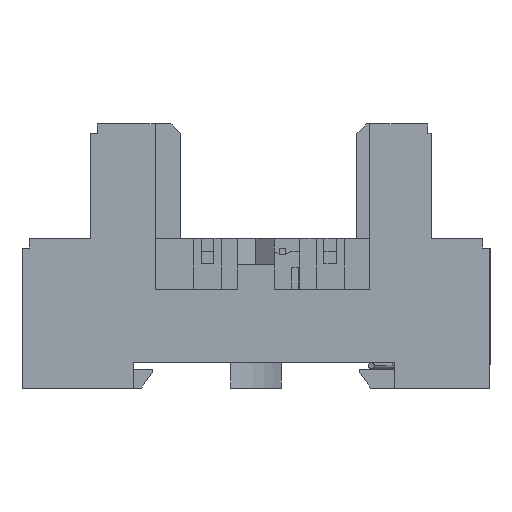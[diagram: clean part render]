
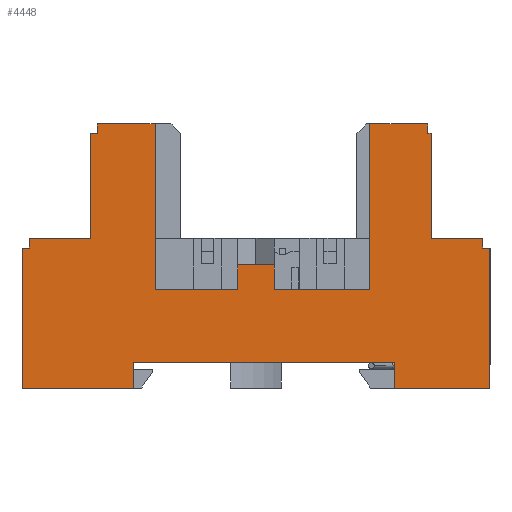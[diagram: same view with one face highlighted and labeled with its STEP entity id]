
A CAD part, left-side view. The second image highlights one B-rep face of the part: STEP entity #4448.
In plain terms, the highlighted planar face has unit normal (-1, 0, 0).
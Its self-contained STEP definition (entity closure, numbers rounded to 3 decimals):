
#4254=AXIS2_PLACEMENT_3D('Plane Axis2P3D',#4251,#4252,#4253) ;
#996=CARTESIAN_POINT('Vertex',(0.,9.2,23.5)) ;
#999=CARTESIAN_POINT('Line Origine',(0.,5.15,23.5)) ;
#1003=CARTESIAN_POINT('Vertex',(0.,1.1,23.5)) ;
#2909=CARTESIAN_POINT('Vertex',(0.,52.6,41.5)) ;
#2912=CARTESIAN_POINT('Line Origine',(0.,52.6,28.5)) ;
#2916=CARTESIAN_POINT('Vertex',(0.,52.6,15.5)) ;
#3873=CARTESIAN_POINT('Vertex',(0.,18.9,15.5)) ;
#3876=CARTESIAN_POINT('Line Origine',(0.,18.9,28.5)) ;
#3880=CARTESIAN_POINT('Vertex',(0.,18.9,41.5)) ;
#4165=CARTESIAN_POINT('Vertex',(0.,9.2,40.)) ;
#4170=CARTESIAN_POINT('Line Origine',(0.,9.2,31.75)) ;
#4251=CARTESIAN_POINT('Axis2P3D Location',(0.,73.5,23.5)) ;
#4256=CARTESIAN_POINT('Line Origine',(0.,14.35,41.5)) ;
#4260=CARTESIAN_POINT('Vertex',(0.,9.8,41.5)) ;
#4263=CARTESIAN_POINT('Line Origine',(0.,26.388,15.5)) ;
#4267=CARTESIAN_POINT('Vertex',(0.,33.875,15.5)) ;
#4270=CARTESIAN_POINT('Line Origine',(0.,33.875,17.425)) ;
#4274=CARTESIAN_POINT('Vertex',(0.,33.875,19.35)) ;
#4277=CARTESIAN_POINT('Line Origine',(0.,36.75,19.35)) ;
#4281=CARTESIAN_POINT('Vertex',(0.,39.625,19.35)) ;
#4284=CARTESIAN_POINT('Line Origine',(0.,39.625,17.425)) ;
#4288=CARTESIAN_POINT('Vertex',(0.,39.625,15.5)) ;
#4291=CARTESIAN_POINT('Line Origine',(0.,46.112,15.5)) ;
#4296=CARTESIAN_POINT('Line Origine',(0.,57.15,41.5)) ;
#4300=CARTESIAN_POINT('Vertex',(0.,61.7,41.5)) ;
#4303=CARTESIAN_POINT('Line Origine',(0.,61.7,40.75)) ;
#4307=CARTESIAN_POINT('Vertex',(0.,61.7,40.)) ;
#4310=CARTESIAN_POINT('Line Origine',(0.,62.25,40.)) ;
#4314=CARTESIAN_POINT('Vertex',(0.,62.8,40.)) ;
#4317=CARTESIAN_POINT('Line Origine',(0.,62.8,31.75)) ;
#4321=CARTESIAN_POINT('Vertex',(0.,62.8,23.5)) ;
#4324=CARTESIAN_POINT('Line Origine',(0.,67.6,23.5)) ;
#4328=CARTESIAN_POINT('Vertex',(0.,72.4,23.5)) ;
#4331=CARTESIAN_POINT('Line Origine',(0.,72.4,22.75)) ;
#4335=CARTESIAN_POINT('Vertex',(0.,72.4,22.)) ;
#4338=CARTESIAN_POINT('Line Origine',(0.,72.95,22.)) ;
#4342=CARTESIAN_POINT('Vertex',(0.,73.5,22.)) ;
#4345=CARTESIAN_POINT('Line Origine',(0.,73.5,11.)) ;
#4349=CARTESIAN_POINT('Vertex',(0.,73.5,0.)) ;
#4352=CARTESIAN_POINT('Line Origine',(0.,64.775,0.)) ;
#4356=CARTESIAN_POINT('Vertex',(0.,56.05,0.)) ;
#4359=CARTESIAN_POINT('Line Origine',(0.,56.05,2.)) ;
#4363=CARTESIAN_POINT('Vertex',(0.,56.05,4.)) ;
#4366=CARTESIAN_POINT('Line Origine',(0.,35.5,4.)) ;
#4370=CARTESIAN_POINT('Vertex',(0.,14.95,4.)) ;
#4373=CARTESIAN_POINT('Line Origine',(0.,14.95,2.)) ;
#4377=CARTESIAN_POINT('Vertex',(0.,14.95,0.)) ;
#4380=CARTESIAN_POINT('Line Origine',(0.,7.475,0.)) ;
#4384=CARTESIAN_POINT('Vertex',(0.,0.,0.)) ;
#4387=CARTESIAN_POINT('Line Origine',(0.,0.,11.)) ;
#4391=CARTESIAN_POINT('Vertex',(0.,0.,22.)) ;
#4394=CARTESIAN_POINT('Line Origine',(0.,0.55,22.)) ;
#4398=CARTESIAN_POINT('Vertex',(0.,1.1,22.)) ;
#4401=CARTESIAN_POINT('Line Origine',(0.,1.1,22.75)) ;
#4406=CARTESIAN_POINT('Line Origine',(0.,9.5,40.)) ;
#4410=CARTESIAN_POINT('Vertex',(0.,9.8,40.)) ;
#4413=CARTESIAN_POINT('Line Origine',(0.,9.8,40.75)) ;
#1000=DIRECTION('Vector Direction',(0.,-1.,0.)) ;
#2913=DIRECTION('Vector Direction',(0.,0.,-1.)) ;
#3877=DIRECTION('Vector Direction',(0.,0.,-1.)) ;
#4171=DIRECTION('Vector Direction',(0.,0.,-1.)) ;
#4252=DIRECTION('Axis2P3D Direction',(-1.,0.,0.)) ;
#4253=DIRECTION('Axis2P3D XDirection',(0.,-1.,0.)) ;
#4257=DIRECTION('Vector Direction',(0.,1.,0.)) ;
#4264=DIRECTION('Vector Direction',(0.,-1.,0.)) ;
#4271=DIRECTION('Vector Direction',(0.,0.,-1.)) ;
#4278=DIRECTION('Vector Direction',(0.,1.,0.)) ;
#4285=DIRECTION('Vector Direction',(0.,0.,-1.)) ;
#4292=DIRECTION('Vector Direction',(0.,-1.,0.)) ;
#4297=DIRECTION('Vector Direction',(0.,-1.,0.)) ;
#4304=DIRECTION('Vector Direction',(0.,0.,-1.)) ;
#4311=DIRECTION('Vector Direction',(0.,-1.,0.)) ;
#4318=DIRECTION('Vector Direction',(0.,0.,-1.)) ;
#4325=DIRECTION('Vector Direction',(0.,1.,0.)) ;
#4332=DIRECTION('Vector Direction',(0.,0.,-1.)) ;
#4339=DIRECTION('Vector Direction',(0.,-1.,0.)) ;
#4346=DIRECTION('Vector Direction',(0.,0.,-1.)) ;
#4353=DIRECTION('Vector Direction',(0.,-1.,0.)) ;
#4360=DIRECTION('Vector Direction',(0.,0.,1.)) ;
#4367=DIRECTION('Vector Direction',(0.,1.,0.)) ;
#4374=DIRECTION('Vector Direction',(0.,0.,-1.)) ;
#4381=DIRECTION('Vector Direction',(0.,-1.,0.)) ;
#4388=DIRECTION('Vector Direction',(0.,0.,-1.)) ;
#4395=DIRECTION('Vector Direction',(0.,-1.,0.)) ;
#4402=DIRECTION('Vector Direction',(0.,0.,-1.)) ;
#4407=DIRECTION('Vector Direction',(0.,-1.,0.)) ;
#4414=DIRECTION('Vector Direction',(0.,0.,-1.)) ;
#1001=VECTOR('Line Direction',#1000,1.) ;
#2914=VECTOR('Line Direction',#2913,1.) ;
#3878=VECTOR('Line Direction',#3877,1.) ;
#4172=VECTOR('Line Direction',#4171,1.) ;
#4258=VECTOR('Line Direction',#4257,1.) ;
#4265=VECTOR('Line Direction',#4264,1.) ;
#4272=VECTOR('Line Direction',#4271,1.) ;
#4279=VECTOR('Line Direction',#4278,1.) ;
#4286=VECTOR('Line Direction',#4285,1.) ;
#4293=VECTOR('Line Direction',#4292,1.) ;
#4298=VECTOR('Line Direction',#4297,1.) ;
#4305=VECTOR('Line Direction',#4304,1.) ;
#4312=VECTOR('Line Direction',#4311,1.) ;
#4319=VECTOR('Line Direction',#4318,1.) ;
#4326=VECTOR('Line Direction',#4325,1.) ;
#4333=VECTOR('Line Direction',#4332,1.) ;
#4340=VECTOR('Line Direction',#4339,1.) ;
#4347=VECTOR('Line Direction',#4346,1.) ;
#4354=VECTOR('Line Direction',#4353,1.) ;
#4361=VECTOR('Line Direction',#4360,1.) ;
#4368=VECTOR('Line Direction',#4367,1.) ;
#4375=VECTOR('Line Direction',#4374,1.) ;
#4382=VECTOR('Line Direction',#4381,1.) ;
#4389=VECTOR('Line Direction',#4388,1.) ;
#4396=VECTOR('Line Direction',#4395,1.) ;
#4403=VECTOR('Line Direction',#4402,1.) ;
#4408=VECTOR('Line Direction',#4407,1.) ;
#4415=VECTOR('Line Direction',#4414,1.) ;
#4419=ORIENTED_EDGE('',*,*,#4262,.F.) ;
#4420=ORIENTED_EDGE('',*,*,#3882,.T.) ;
#4421=ORIENTED_EDGE('',*,*,#4269,.F.) ;
#4422=ORIENTED_EDGE('',*,*,#4276,.F.) ;
#4423=ORIENTED_EDGE('',*,*,#4283,.T.) ;
#4424=ORIENTED_EDGE('',*,*,#4290,.T.) ;
#4425=ORIENTED_EDGE('',*,*,#4295,.F.) ;
#4426=ORIENTED_EDGE('',*,*,#2918,.F.) ;
#4427=ORIENTED_EDGE('',*,*,#4302,.F.) ;
#4428=ORIENTED_EDGE('',*,*,#4309,.T.) ;
#4429=ORIENTED_EDGE('',*,*,#4316,.F.) ;
#4430=ORIENTED_EDGE('',*,*,#4323,.T.) ;
#4431=ORIENTED_EDGE('',*,*,#4330,.F.) ;
#4432=ORIENTED_EDGE('',*,*,#4337,.T.) ;
#4433=ORIENTED_EDGE('',*,*,#4344,.F.) ;
#4434=ORIENTED_EDGE('',*,*,#4351,.T.) ;
#4435=ORIENTED_EDGE('',*,*,#4358,.T.) ;
#4436=ORIENTED_EDGE('',*,*,#4365,.T.) ;
#4437=ORIENTED_EDGE('',*,*,#4372,.F.) ;
#4438=ORIENTED_EDGE('',*,*,#4379,.T.) ;
#4439=ORIENTED_EDGE('',*,*,#4386,.T.) ;
#4440=ORIENTED_EDGE('',*,*,#4393,.F.) ;
#4441=ORIENTED_EDGE('',*,*,#4400,.F.) ;
#4442=ORIENTED_EDGE('',*,*,#4405,.F.) ;
#4443=ORIENTED_EDGE('',*,*,#1005,.F.) ;
#4444=ORIENTED_EDGE('',*,*,#4174,.F.) ;
#4445=ORIENTED_EDGE('',*,*,#4412,.F.) ;
#4446=ORIENTED_EDGE('',*,*,#4417,.F.) ;
#4448=ADVANCED_FACE('SOCKEL',(#4447),#4255,.T.) ;
#1005=EDGE_CURVE('',#997,#1004,#1002,.T.) ;
#2918=EDGE_CURVE('',#2910,#2917,#2915,.T.) ;
#3882=EDGE_CURVE('',#3881,#3874,#3879,.T.) ;
#4174=EDGE_CURVE('',#4166,#997,#4173,.T.) ;
#4262=EDGE_CURVE('',#3881,#4261,#4259,.F.) ;
#4269=EDGE_CURVE('',#4268,#3874,#4266,.T.) ;
#4276=EDGE_CURVE('',#4275,#4268,#4273,.T.) ;
#4283=EDGE_CURVE('',#4275,#4282,#4280,.T.) ;
#4290=EDGE_CURVE('',#4282,#4289,#4287,.T.) ;
#4295=EDGE_CURVE('',#2917,#4289,#4294,.T.) ;
#4302=EDGE_CURVE('',#4301,#2910,#4299,.T.) ;
#4309=EDGE_CURVE('',#4301,#4308,#4306,.T.) ;
#4316=EDGE_CURVE('',#4315,#4308,#4313,.T.) ;
#4323=EDGE_CURVE('',#4315,#4322,#4320,.T.) ;
#4330=EDGE_CURVE('',#4329,#4322,#4327,.F.) ;
#4337=EDGE_CURVE('',#4329,#4336,#4334,.T.) ;
#4344=EDGE_CURVE('',#4343,#4336,#4341,.T.) ;
#4351=EDGE_CURVE('',#4343,#4350,#4348,.T.) ;
#4358=EDGE_CURVE('',#4350,#4357,#4355,.T.) ;
#4365=EDGE_CURVE('',#4357,#4364,#4362,.T.) ;
#4372=EDGE_CURVE('',#4371,#4364,#4369,.T.) ;
#4379=EDGE_CURVE('',#4371,#4378,#4376,.T.) ;
#4386=EDGE_CURVE('',#4378,#4385,#4383,.T.) ;
#4393=EDGE_CURVE('',#4392,#4385,#4390,.T.) ;
#4400=EDGE_CURVE('',#4399,#4392,#4397,.T.) ;
#4405=EDGE_CURVE('',#1004,#4399,#4404,.T.) ;
#4412=EDGE_CURVE('',#4411,#4166,#4409,.T.) ;
#4417=EDGE_CURVE('',#4261,#4411,#4416,.T.) ;
#4418=EDGE_LOOP('',(#4419,#4420,#4421,#4422,#4423,#4424,#4425,#4426,#4427,#4428,#4429,#4430,#4431,#4432,#4433,#4434,#4435,#4436,#4437,#4438,#4439,#4440,#4441,#4442,#4443,#4444,#4445,#4446)) ;
#4447=FACE_OUTER_BOUND('',#4418,.T.) ;
#1002=LINE('Line',#999,#1001) ;
#2915=LINE('Line',#2912,#2914) ;
#3879=LINE('Line',#3876,#3878) ;
#4173=LINE('Line',#4170,#4172) ;
#4259=LINE('Line',#4256,#4258) ;
#4266=LINE('Line',#4263,#4265) ;
#4273=LINE('Line',#4270,#4272) ;
#4280=LINE('Line',#4277,#4279) ;
#4287=LINE('Line',#4284,#4286) ;
#4294=LINE('Line',#4291,#4293) ;
#4299=LINE('Line',#4296,#4298) ;
#4306=LINE('Line',#4303,#4305) ;
#4313=LINE('Line',#4310,#4312) ;
#4320=LINE('Line',#4317,#4319) ;
#4327=LINE('Line',#4324,#4326) ;
#4334=LINE('Line',#4331,#4333) ;
#4341=LINE('Line',#4338,#4340) ;
#4348=LINE('Line',#4345,#4347) ;
#4355=LINE('Line',#4352,#4354) ;
#4362=LINE('Line',#4359,#4361) ;
#4369=LINE('Line',#4366,#4368) ;
#4376=LINE('Line',#4373,#4375) ;
#4383=LINE('Line',#4380,#4382) ;
#4390=LINE('Line',#4387,#4389) ;
#4397=LINE('Line',#4394,#4396) ;
#4404=LINE('Line',#4401,#4403) ;
#4409=LINE('Line',#4406,#4408) ;
#4416=LINE('Line',#4413,#4415) ;
#4255=PLANE('',#4254) ;
#997=VERTEX_POINT('',#996) ;
#1004=VERTEX_POINT('',#1003) ;
#2910=VERTEX_POINT('',#2909) ;
#2917=VERTEX_POINT('',#2916) ;
#3874=VERTEX_POINT('',#3873) ;
#3881=VERTEX_POINT('',#3880) ;
#4166=VERTEX_POINT('',#4165) ;
#4261=VERTEX_POINT('',#4260) ;
#4268=VERTEX_POINT('',#4267) ;
#4275=VERTEX_POINT('',#4274) ;
#4282=VERTEX_POINT('',#4281) ;
#4289=VERTEX_POINT('',#4288) ;
#4301=VERTEX_POINT('',#4300) ;
#4308=VERTEX_POINT('',#4307) ;
#4315=VERTEX_POINT('',#4314) ;
#4322=VERTEX_POINT('',#4321) ;
#4329=VERTEX_POINT('',#4328) ;
#4336=VERTEX_POINT('',#4335) ;
#4343=VERTEX_POINT('',#4342) ;
#4350=VERTEX_POINT('',#4349) ;
#4357=VERTEX_POINT('',#4356) ;
#4364=VERTEX_POINT('',#4363) ;
#4371=VERTEX_POINT('',#4370) ;
#4378=VERTEX_POINT('',#4377) ;
#4385=VERTEX_POINT('',#4384) ;
#4392=VERTEX_POINT('',#4391) ;
#4399=VERTEX_POINT('',#4398) ;
#4411=VERTEX_POINT('',#4410) ;
